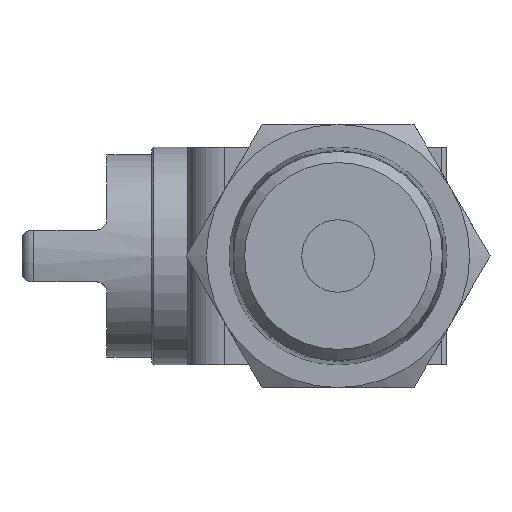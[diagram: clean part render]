
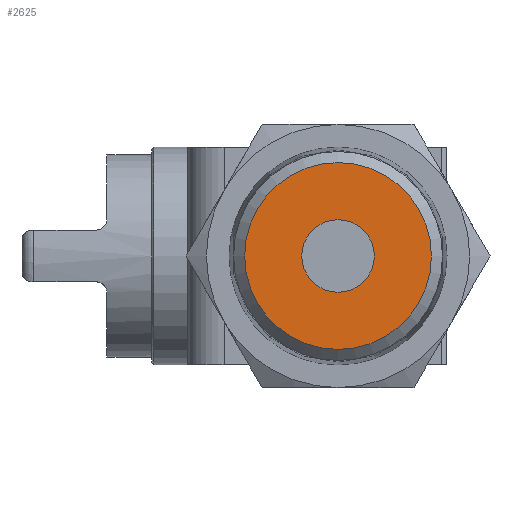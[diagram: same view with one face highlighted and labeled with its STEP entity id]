
A CAD part, left-side view. The second image highlights one B-rep face of the part: STEP entity #2625.
In plain terms, the highlighted planar face has unit normal (-1, 0, 0).
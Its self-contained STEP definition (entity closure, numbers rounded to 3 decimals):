
#332=PLANE('',#2823);
#415=CIRCLE('',#2824,9.012);
#416=CIRCLE('',#2825,3.5);
#862=ORIENTED_EDGE('',*,*,#1142,.F.);
#863=ORIENTED_EDGE('',*,*,#1143,.T.);
#1142=EDGE_CURVE('',#1319,#1319,#415,.T.);
#1143=EDGE_CURVE('',#1320,#1320,#416,.T.);
#1319=VERTEX_POINT('',#4036);
#1320=VERTEX_POINT('',#4038);
#1505=EDGE_LOOP('',(#862));
#1506=EDGE_LOOP('',(#863));
#1659=FACE_BOUND('',#1505,.T.);
#1660=FACE_BOUND('',#1506,.T.);
#2625=ADVANCED_FACE('',(#1659,#1660),#332,.F.);
#2823=AXIS2_PLACEMENT_3D('',#4034,#3306,#3307);
#2824=AXIS2_PLACEMENT_3D('',#4035,#3308,#3309);
#2825=AXIS2_PLACEMENT_3D('',#4037,#3310,#3311);
#3306=DIRECTION('',(1.,0.,0.));
#3307=DIRECTION('',(0.,0.,-1.));
#3308=DIRECTION('',(1.,0.,0.));
#3309=DIRECTION('',(0.,0.,-1.));
#3310=DIRECTION('',(1.,0.,0.));
#3311=DIRECTION('',(0.,0.,-1.));
#4034=CARTESIAN_POINT('',(-46.5,0.,0.));
#4035=CARTESIAN_POINT('',(-46.5,0.,0.));
#4036=CARTESIAN_POINT('',(-46.5,0.,-9.012));
#4037=CARTESIAN_POINT('',(-46.5,0.,0.));
#4038=CARTESIAN_POINT('',(-46.5,0.,-3.5));
